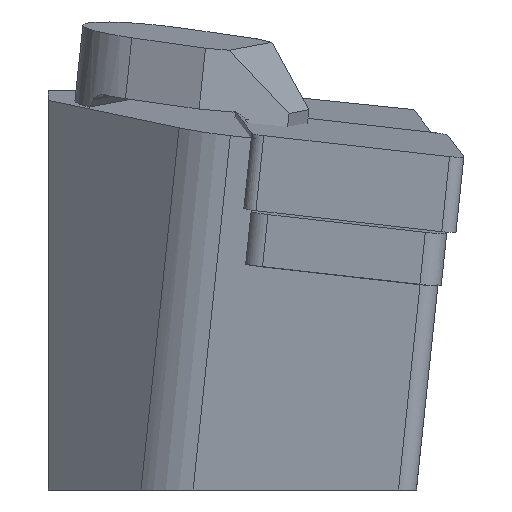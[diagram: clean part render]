
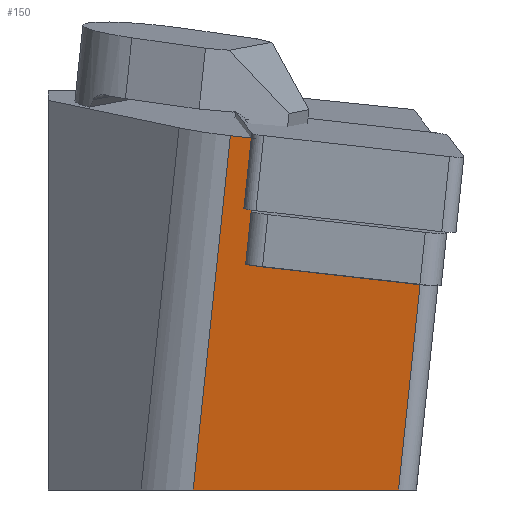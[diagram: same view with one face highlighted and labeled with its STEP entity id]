
A CAD part, left-side view. The second image highlights one B-rep face of the part: STEP entity #150.
In plain terms, the highlighted planar face has unit normal (-0.992, 0.087, -0.096).
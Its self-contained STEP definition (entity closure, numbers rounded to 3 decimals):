
#150=ADVANCED_FACE('',(#244),#204,.F.);
#204=PLANE('',#1175);
#244=FACE_OUTER_BOUND('',#300,.T.);
#300=EDGE_LOOP('',(#627,#628,#629,#630,#631,#632,#633));
#351=LINE('',#1561,#466);
#360=LINE('',#1582,#475);
#382=LINE('',#1630,#497);
#383=LINE('',#1634,#498);
#384=LINE('',#1635,#499);
#385=LINE('',#1637,#500);
#386=LINE('',#1638,#501);
#466=VECTOR('',#1262,1.);
#475=VECTOR('',#1275,1.);
#497=VECTOR('',#1311,1.);
#498=VECTOR('',#1316,1.);
#499=VECTOR('',#1317,1.);
#500=VECTOR('',#1318,1.);
#501=VECTOR('',#1319,1.);
#627=ORIENTED_EDGE('',*,*,#987,.F.);
#628=ORIENTED_EDGE('',*,*,#1024,.T.);
#629=ORIENTED_EDGE('',*,*,#997,.F.);
#630=ORIENTED_EDGE('',*,*,#1025,.T.);
#631=ORIENTED_EDGE('',*,*,#1026,.F.);
#632=ORIENTED_EDGE('',*,*,#1022,.T.);
#633=ORIENTED_EDGE('',*,*,#1027,.F.);
#886=VERTEX_POINT('',#1558);
#887=VERTEX_POINT('',#1560);
#897=VERTEX_POINT('',#1581);
#898=VERTEX_POINT('',#1583);
#916=VERTEX_POINT('',#1629);
#917=VERTEX_POINT('',#1631);
#918=VERTEX_POINT('',#1636);
#987=EDGE_CURVE('',#887,#886,#351,.T.);
#997=EDGE_CURVE('',#897,#898,#360,.T.);
#1022=EDGE_CURVE('',#917,#916,#382,.T.);
#1024=EDGE_CURVE('',#887,#898,#383,.T.);
#1025=EDGE_CURVE('',#897,#918,#384,.T.);
#1026=EDGE_CURVE('',#917,#918,#385,.T.);
#1027=EDGE_CURVE('',#886,#916,#386,.T.);
#1175=AXIS2_PLACEMENT_3D('',#1639,#1320,#1321);
#1262=DIRECTION('',(-0.076,-0.991,-0.112));
#1275=DIRECTION('',(-0.076,-0.991,-0.112));
#1311=DIRECTION('',(-0.105,-0.104,0.989));
#1316=DIRECTION('',(-0.105,-0.104,0.989));
#1317=DIRECTION('',(0.105,0.104,-0.989));
#1318=DIRECTION('',(0.087,0.996,0.));
#1319=DIRECTION('',(-0.076,-0.991,-0.112));
#1320=DIRECTION('',(0.992,-0.087,0.096));
#1321=DIRECTION('',(0.096,0.,-0.995));
#1558=CARTESIAN_POINT('',(2.328,-12.248,-6.496));
#1560=CARTESIAN_POINT('',(2.357,-11.873,-6.453));
#1561=CARTESIAN_POINT('',(1.554,-22.363,-7.641));
#1581=CARTESIAN_POINT('',(1.689,-10.96,1.297));
#1582=CARTESIAN_POINT('',(0.755,-23.157,-0.084));
#1583=CARTESIAN_POINT('',(1.559,-12.667,1.103));
#1629=CARTESIAN_POINT('',(1.554,-22.363,-7.641));
#1630=CARTESIAN_POINT('',(4.905,-19.03,-39.35));
#1631=CARTESIAN_POINT('',(2.86,-21.064,-20.));
#1634=CARTESIAN_POINT('',(1.312,-12.913,3.438));
#1635=CARTESIAN_POINT('',(5.839,-6.833,-37.97));
#1636=CARTESIAN_POINT('',(3.94,-8.721,-20.));
#1637=CARTESIAN_POINT('',(3.052,-18.868,-20.));
#1638=CARTESIAN_POINT('',(1.554,-22.363,-7.641));
#1639=CARTESIAN_POINT('',(4.905,-19.03,-39.35));
